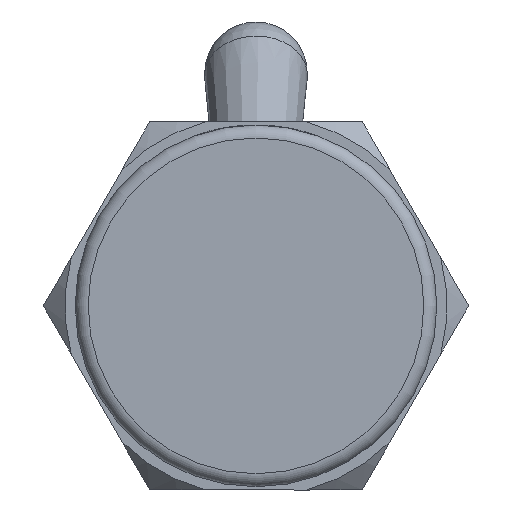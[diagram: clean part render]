
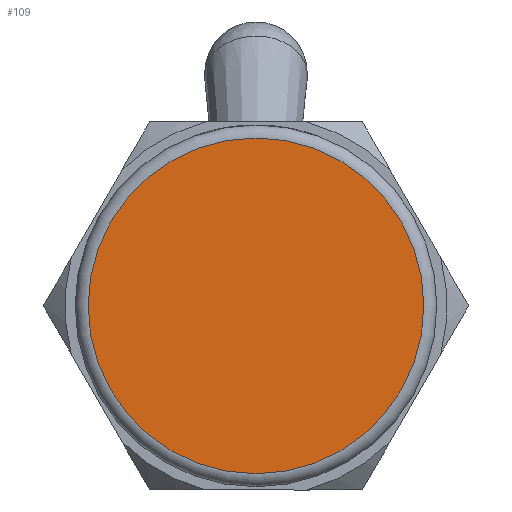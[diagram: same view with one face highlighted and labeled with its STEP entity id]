
A CAD part, front view. The second image highlights one B-rep face of the part: STEP entity #109.
In plain terms, the highlighted planar face has unit normal (0, -1, 0).
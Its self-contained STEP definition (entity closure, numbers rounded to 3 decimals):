
#109 = ADVANCED_FACE( '', ( #211 ), #212, .F. );
#211 = FACE_OUTER_BOUND( '', #341, .T. );
#212 = PLANE( '', #342 );
#341 = EDGE_LOOP( '', ( #621 ) );
#342 = AXIS2_PLACEMENT_3D( '', #622, #623, #624 );
#621 = ORIENTED_EDGE( '', *, *, #800, .F. );
#622 = CARTESIAN_POINT( '', ( 0., 0., 0. ) );
#623 = DIRECTION( '', ( 0., 1., 0. ) );
#624 = DIRECTION( '', ( 0., 0., 1. ) );
#800 = EDGE_CURVE( '', #962, #962, #963, .T. );
#962 = VERTEX_POINT( '', #1460 );
#963 = CIRCLE( '', #1461, 7.75 );
#1460 = CARTESIAN_POINT( '', ( 0., 0., 7.75 ) );
#1461 = AXIS2_PLACEMENT_3D( '', #1584, #1585, #1586 );
#1584 = CARTESIAN_POINT( '', ( 0., 0., 0. ) );
#1585 = DIRECTION( '', ( 0., 1., 0. ) );
#1586 = DIRECTION( '', ( 0., 0., 1. ) );
